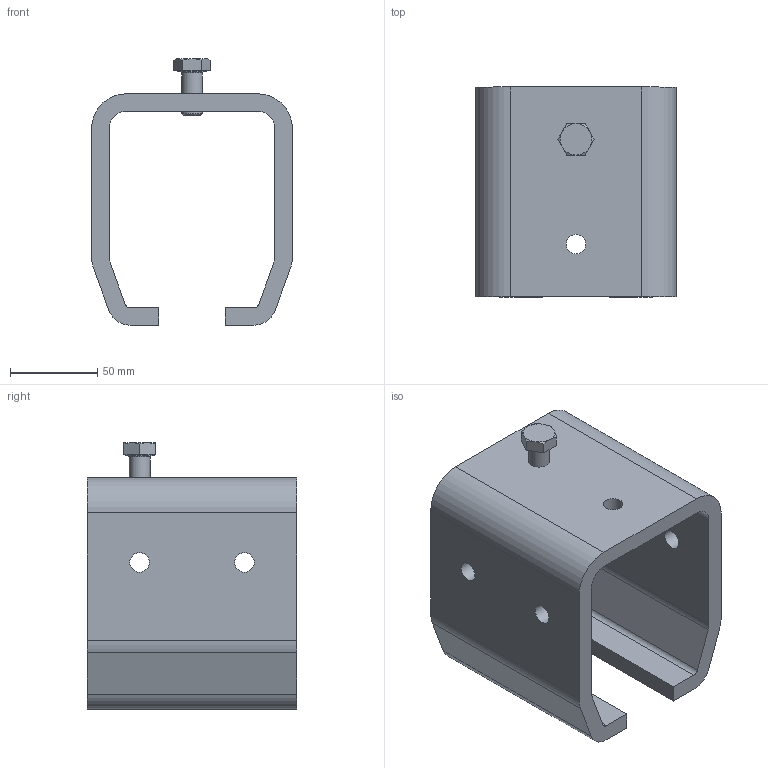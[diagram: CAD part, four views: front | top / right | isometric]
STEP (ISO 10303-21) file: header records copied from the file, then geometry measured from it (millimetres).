
FILE_DESCRIPTION(('STEP AP214'),'1');
FILE_NAME('PMH Svetsmuff 1704.stp','2013-06-27T13:33:08',(' '),(' '),'Spatial InterOp 3D',' ',' ');
FILE_SCHEMA(('automotive_design'));
Length unit declared in the file: millimetre
Products named in the file (3): PMH Profilskena svetsmuff 1704 ; NAUO1; NAUO2
Assembly tree (2 placements, depth 2):
  PMH Profilskena svetsmuff 1704 
    NAUO1
    NAUO2
Bounding box: 115 x 120 x 152.5 mm (x, y, z)
Volume: 457598.6 mm3; surface area: 104621.6 mm2
Topology: 2 solids, 2 shells, 56 faces, 145 edges, 95 vertices
Faces by surface type: plane 28, cylinder 20, cone 7, torus 1
Full cylindrical faces by diameter (mm): 11.2 x5, 11.3 x1, 12 x1, 16.63 x1
Entity records: 2228 total; most frequent: CARTESIAN_POINT 359, DIRECTION 286, ORIENTED_EDGE 264, EDGE_CURVE 132, AXIS2_PLACEMENT_3D 107, VERTEX_POINT 92, EDGE_LOOP 80, LINE 72
